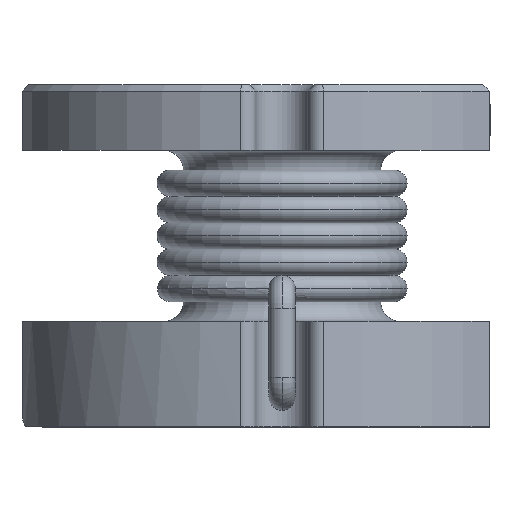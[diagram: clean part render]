
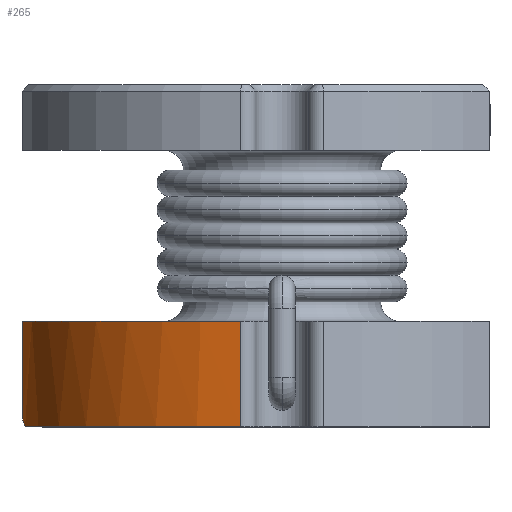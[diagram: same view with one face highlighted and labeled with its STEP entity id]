
A CAD part, front view. The second image highlights one B-rep face of the part: STEP entity #265.
In plain terms, the highlighted cylindrical face has radius 4 mm (diameter 8 mm), a partial arc.
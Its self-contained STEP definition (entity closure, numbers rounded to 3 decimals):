
#265 = ADVANCED_FACE ( 'NONE', ( #11998 ), #3337, .T. ) ;
#697 = EDGE_CURVE ( 'NONE', #14115, #5322, #3217, .T. ) ;
#740 = EDGE_CURVE ( 'NONE', #11695, #8815, #12979, .T. ) ;
#918 = CARTESIAN_POINT ( 'NONE',  ( -0.632, -3.95, 1.6 ) ) ;
#995 = DIRECTION ( 'NONE',  ( 0., 0., -1. ) ) ;
#1142 = CARTESIAN_POINT ( 'NONE',  ( -3.937, -0.71, 0.09 ) ) ;
#1415 = AXIS2_PLACEMENT_3D ( 'NONE', #12053, #10324, #1750 ) ;
#1479 = CARTESIAN_POINT ( 'NONE',  ( -3.905, -0.866, 0. ) ) ;
#1529 = ORIENTED_EDGE ( 'NONE', *, *, #697, .T. ) ;
#1707 = DIRECTION ( 'NONE',  ( 0., 0., -1. ) ) ;
#1750 = DIRECTION ( 'NONE',  ( -1., 0., 0. ) ) ;
#1767 = CIRCLE ( 'NONE', #1415, 4. ) ;
#1838 = VERTEX_POINT ( 'NONE', #15653 ) ;
#2716 = CARTESIAN_POINT ( 'NONE',  ( -3.95, -0.632, 1.6 ) ) ;
#3217 = CIRCLE ( 'NONE', #7094, 4. ) ;
#3330 = ORIENTED_EDGE ( 'NONE', *, *, #7021, .F. ) ;
#3337 = CYLINDRICAL_SURFACE ( 'NONE', #4624, 4. ) ;
#3555 = EDGE_CURVE ( 'NONE', #8815, #14115, #12015, .T. ) ;
#4624 = AXIS2_PLACEMENT_3D ( 'NONE', #20101, #1707, #20313 ) ;
#5322 = VERTEX_POINT ( 'NONE', #8852 ) ;
#6007 = ORIENTED_EDGE ( 'NONE', *, *, #3555, .T. ) ;
#7021 = EDGE_CURVE ( 'NONE', #11695, #1838, #1767, .T. ) ;
#7094 = AXIS2_PLACEMENT_3D ( 'NONE', #19389, #9245, #8052 ) ;
#8052 = DIRECTION ( 'NONE',  ( 1., 0., 0. ) ) ;
#8735 = EDGE_LOOP ( 'NONE', ( #12570, #6007, #1529, #14577, #3330 ) ) ;
#8815 = VERTEX_POINT ( 'NONE', #9030 ) ;
#8852 = CARTESIAN_POINT ( 'NONE',  ( -0.632, -3.95, 0. ) ) ;
#9030 = CARTESIAN_POINT ( 'NONE',  ( -3.95, -0.632, 0.136 ) ) ;
#9245 = DIRECTION ( 'NONE',  ( 0., 0., 1. ) ) ;
#10324 = DIRECTION ( 'NONE',  ( 0., 0., 1. ) ) ;
#11695 = VERTEX_POINT ( 'NONE', #18865 ) ;
#11998 = FACE_OUTER_BOUND ( 'NONE', #8735, .T. ) ;
#12015 =( BOUNDED_CURVE ( )  B_SPLINE_CURVE ( 3, ( #18122, #1142, #17906, #1479 ),
 .UNSPECIFIED., .F., .T. ) 
 B_SPLINE_CURVE_WITH_KNOTS ( ( 4, 4 ),
 ( 4.871, 4.931 ),
 .UNSPECIFIED. ) 
 CURVE ( )  GEOMETRIC_REPRESENTATION_ITEM ( )  RATIONAL_B_SPLINE_CURVE ( ( 1., 1., 1., 1. ) ) 
 REPRESENTATION_ITEM ( '' )  );
#12053 = CARTESIAN_POINT ( 'NONE',  ( 0., 0., 1.6 ) ) ;
#12548 = LINE ( 'NONE', #918, #13537 ) ;
#12570 = ORIENTED_EDGE ( 'NONE', *, *, #740, .T. ) ;
#12979 = LINE ( 'NONE', #2716, #18371 ) ;
#13537 = VECTOR ( 'NONE', #21168, 1000. ) ;
#14115 = VERTEX_POINT ( 'NONE', #19094 ) ;
#14187 = EDGE_CURVE ( 'NONE', #5322, #1838, #12548, .T. ) ;
#14577 = ORIENTED_EDGE ( 'NONE', *, *, #14187, .T. ) ;
#15653 = CARTESIAN_POINT ( 'NONE',  ( -0.632, -3.95, 1.6 ) ) ;
#17906 = CARTESIAN_POINT ( 'NONE',  ( -3.922, -0.789, 0.045 ) ) ;
#18122 = CARTESIAN_POINT ( 'NONE',  ( -3.95, -0.632, 0.136 ) ) ;
#18371 = VECTOR ( 'NONE', #995, 1000. ) ;
#18865 = CARTESIAN_POINT ( 'NONE',  ( -3.95, -0.632, 1.6 ) ) ;
#19094 = CARTESIAN_POINT ( 'NONE',  ( -3.905, -0.866, 0. ) ) ;
#19389 = CARTESIAN_POINT ( 'NONE',  ( 0., 0., 0. ) ) ;
#20101 = CARTESIAN_POINT ( 'NONE',  ( 0., 0., 1.6 ) ) ;
#20313 = DIRECTION ( 'NONE',  ( -1., 0., 0. ) ) ;
#21168 = DIRECTION ( 'NONE',  ( 0., 0., 1. ) ) ;
